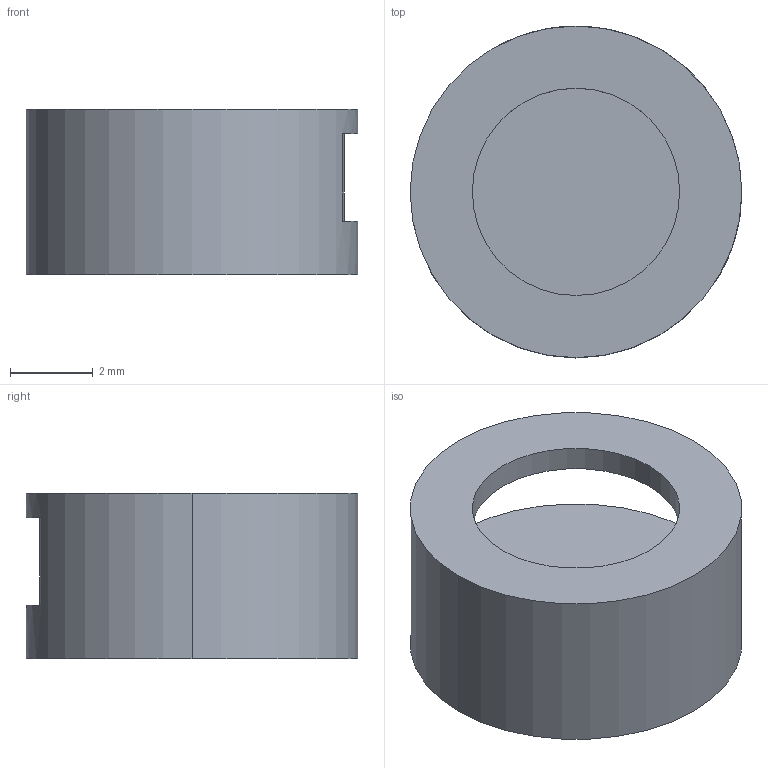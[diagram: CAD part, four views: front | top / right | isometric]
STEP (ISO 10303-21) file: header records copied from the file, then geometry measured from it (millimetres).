
FILE_DESCRIPTION (( 'STEP AP203' ), '1' );
FILE_NAME ('棠沺羞聆彸-6x2', '2024-09-25T11:42:49', ( '' ), ( '' ), 'SwSTEP 2.0', 'SolidWorks 2022', '' );
FILE_SCHEMA (( 'CONFIG_CONTROL_DESIGN' ));
Length unit declared in the file: millimetre
Products named in the file (1): 棠沺羞聆彸-6x2_-6x2_-6x2
Bounding box: 8 x 8 x 4 mm (x, y, z)
Volume: 112.2 mm3; surface area: 254.9 mm2
Topology: 1 solids, 1 shells, 13 faces, 33 edges, 22 vertices
Faces by surface type: cylinder 9, plane 4
Entity records: 490 total; most frequent: DIRECTION 83, CARTESIAN_POINT 69, ORIENTED_EDGE 66, AXIS2_PLACEMENT_3D 36, EDGE_CURVE 33, VERTEX_POINT 22, CIRCLE 22, EDGE_LOOP 15
